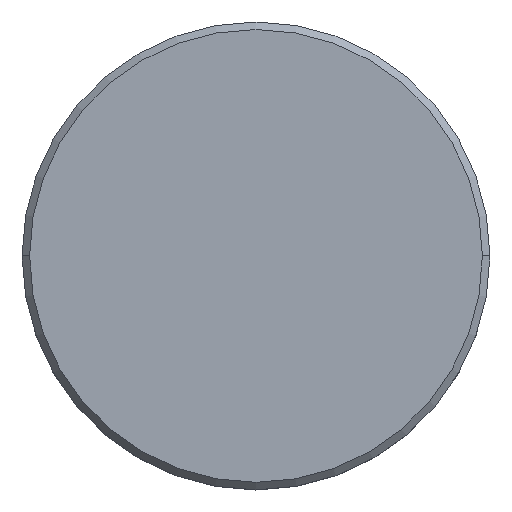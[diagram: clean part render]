
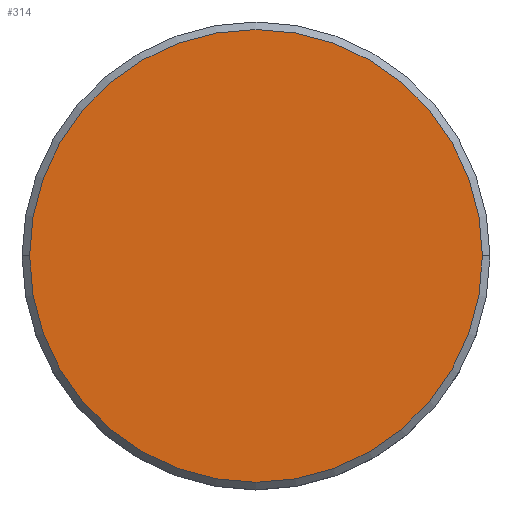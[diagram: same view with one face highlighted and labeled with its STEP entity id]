
A CAD part, top view. The second image highlights one B-rep face of the part: STEP entity #314.
In plain terms, the highlighted planar face has unit normal (0, 0, 1).
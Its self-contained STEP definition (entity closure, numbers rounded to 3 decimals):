
#3 = CIRCLE ( 'NONE', #57, 15. ) ;
#57 = AXIS2_PLACEMENT_3D ( 'NONE', #509, #794, #1153 ) ;
#60 = CIRCLE ( 'NONE', #700, 15. ) ;
#107 = EDGE_CURVE ( 'NONE', #240, #479, #3, .T. ) ;
#145 = DIRECTION ( 'NONE',  ( 0., 0., 1. ) ) ;
#161 = DIRECTION ( 'NONE',  ( 1., 0., 0. ) ) ;
#235 = CARTESIAN_POINT ( 'NONE',  ( 0., 0., 0. ) ) ;
#240 = VERTEX_POINT ( 'NONE', #1107 ) ;
#300 = CARTESIAN_POINT ( 'NONE',  ( 0., 0., 0. ) ) ;
#314 = ADVANCED_FACE ( 'NONE', ( #492 ), #1111, .T. ) ;
#365 = AXIS2_PLACEMENT_3D ( 'NONE', #300, #486, #1016 ) ;
#410 = ORIENTED_EDGE ( 'NONE', *, *, #107, .T. ) ;
#479 = VERTEX_POINT ( 'NONE', #655 ) ;
#486 = DIRECTION ( 'NONE',  ( 0., 0., 1. ) ) ;
#492 = FACE_OUTER_BOUND ( 'NONE', #1112, .T. ) ;
#509 = CARTESIAN_POINT ( 'NONE',  ( 0., 0., 0. ) ) ;
#655 = CARTESIAN_POINT ( 'NONE',  ( 15., 0., 0. ) ) ;
#692 = EDGE_CURVE ( 'NONE', #479, #240, #60, .T. ) ;
#700 = AXIS2_PLACEMENT_3D ( 'NONE', #235, #145, #161 ) ;
#794 = DIRECTION ( 'NONE',  ( 0., 0., 1. ) ) ;
#909 = ORIENTED_EDGE ( 'NONE', *, *, #692, .T. ) ;
#1016 = DIRECTION ( 'NONE',  ( 1., 0., 0. ) ) ;
#1107 = CARTESIAN_POINT ( 'NONE',  ( -15., 0., 0. ) ) ;
#1111 = PLANE ( 'NONE',  #365 ) ;
#1112 = EDGE_LOOP ( 'NONE', ( #410, #909 ) ) ;
#1153 = DIRECTION ( 'NONE',  ( 1., 0., 0. ) ) ;
